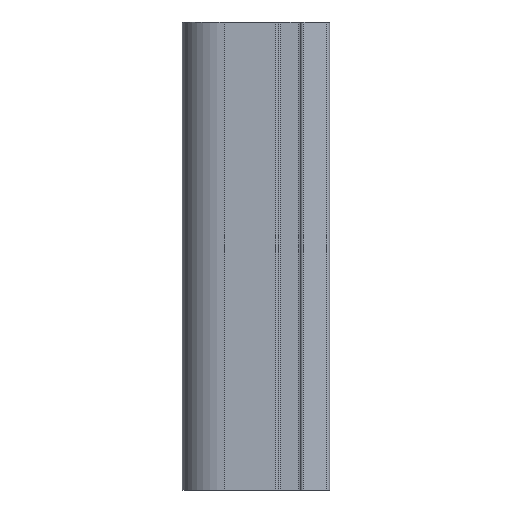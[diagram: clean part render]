
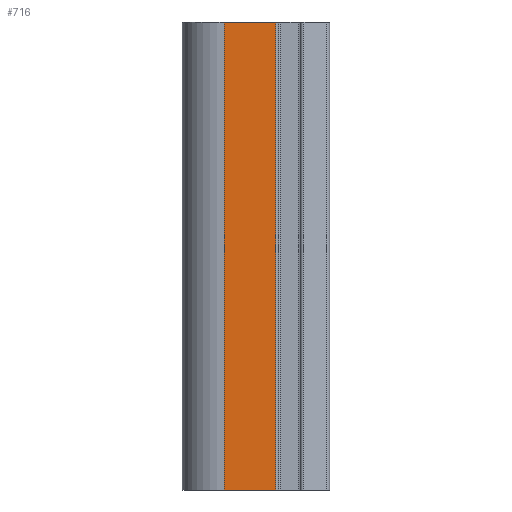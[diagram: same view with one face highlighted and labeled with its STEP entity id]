
A CAD part, left-side view. The second image highlights one B-rep face of the part: STEP entity #716.
In plain terms, the highlighted planar face has unit normal (-1, 0, 0).
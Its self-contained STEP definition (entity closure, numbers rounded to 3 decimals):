
#77=ORIENTED_EDGE('',*,*,#293,.F.);
#78=ORIENTED_EDGE('',*,*,#294,.F.);
#79=ORIENTED_EDGE('',*,*,#295,.T.);
#80=ORIENTED_EDGE('',*,*,#296,.T.);
#293=EDGE_CURVE('',#401,#402,#473,.T.);
#294=EDGE_CURVE('',#403,#401,#474,.T.);
#295=EDGE_CURVE('',#403,#404,#475,.T.);
#296=EDGE_CURVE('',#404,#402,#476,.T.);
#401=VERTEX_POINT('',#1070);
#402=VERTEX_POINT('',#1071);
#403=VERTEX_POINT('',#1073);
#404=VERTEX_POINT('',#1075);
#473=LINE('',#1069,#543);
#474=LINE('',#1072,#544);
#475=LINE('',#1074,#545);
#476=LINE('',#1076,#546);
#543=VECTOR('',#847,1000.);
#544=VECTOR('',#848,1000.);
#545=VECTOR('',#849,1000.);
#546=VECTOR('',#850,1000.);
#613=EDGE_LOOP('',(#77,#78,#79,#80));
#655=FACE_BOUND('',#613,.T.);
#697=PLANE('',#767);
#716=ADVANCED_FACE('',(#655),#697,.T.);
#767=AXIS2_PLACEMENT_3D('',#1068,#845,#846);
#845=DIRECTION('',(-1.,0.,0.));
#846=DIRECTION('',(0.,0.,1.));
#847=DIRECTION('',(0.,-1.,0.));
#848=DIRECTION('',(0.,0.,1.));
#849=DIRECTION('',(0.,-1.,0.));
#850=DIRECTION('',(0.,0.,1.));
#1068=CARTESIAN_POINT('',(-9.,11.55,-100.));
#1069=CARTESIAN_POINT('',(-9.,11.55,0.));
#1070=CARTESIAN_POINT('',(-9.,11.55,0.));
#1071=CARTESIAN_POINT('',(-9.,0.5,0.));
#1072=CARTESIAN_POINT('',(-9.,11.55,-100.));
#1073=CARTESIAN_POINT('',(-9.,11.55,-100.));
#1074=CARTESIAN_POINT('',(-9.,11.55,-100.));
#1075=CARTESIAN_POINT('',(-9.,0.5,-100.));
#1076=CARTESIAN_POINT('',(-9.,0.5,-100.));
